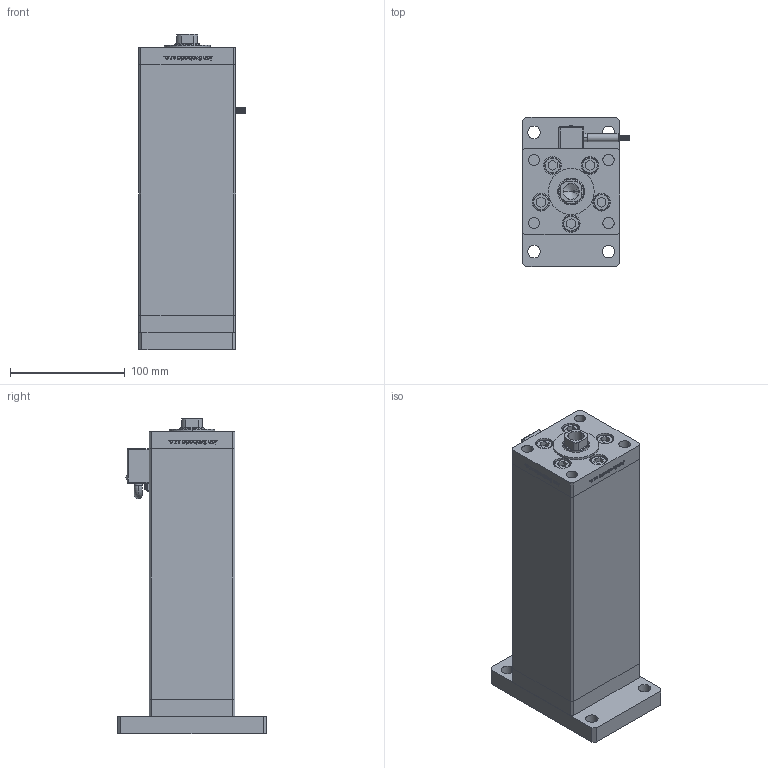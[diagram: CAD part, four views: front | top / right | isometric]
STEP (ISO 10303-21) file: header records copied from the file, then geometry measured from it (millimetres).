
FILE_DESCRIPTION (( 'STEP AP203' ), '1' );
FILE_NAME ('be86.STEP', '2022-04-14T20:37:49', ( '' ), ( '' ), 'SwSTEP 2.0', 'SolidWorks 2019', '' );
FILE_SCHEMA (( 'CONFIG_CONTROL_DESIGN' ));
Length unit declared in the file: millimetre
Products named in the file (8): ALLEN BOLT af2e7ec67afc1e88c9295980fd4c596a; V220C_F af2e7ec67afc1e88c9295980fd4c596a; V220C_G_MIDDLE af2e7ec67afc1e88c9295980fd4c596a; V220C_FRONT_G af2e7ec67afc1e88c9295980fd4c596a; V220C_VC_G af2e7ec67afc1e88c9295980fd4c596a; V220C BACK_G af2e7ec67afc1e88c9295980fd4c596a; Magnetic_Switch_MSU4 af2e7ec67afc1e88c9295980fd4c596a; be86
Assembly tree (20 placements, depth 2):
  be86
    V220C BACK_G af2e7ec67afc1e88c9295980fd4c596a
    V220C_FRONT_G af2e7ec67afc1e88c9295980fd4c596a
    V220C_G_MIDDLE af2e7ec67afc1e88c9295980fd4c596a
    Magnetic_Switch_MSU4 af2e7ec67afc1e88c9295980fd4c596a
    ALLEN BOLT af2e7ec67afc1e88c9295980fd4c596a  x14
    V220C_F af2e7ec67afc1e88c9295980fd4c596a
    V220C_VC_G af2e7ec67afc1e88c9295980fd4c596a
Bounding box: 93.3 x 130 x 275 mm (x, y, z)
Volume: 1551443.3 mm3; surface area: 239367.6 mm2
Topology: 20 solids, 21 shells, 1403 faces, 3448 edges, 2240 vertices
Faces by surface type: plane 553, bspline 484, cylinder 226, torus 64, cone 64, sphere 12
Entity records: 56304 total; most frequent: CARTESIAN_POINT 30922, ORIENTED_EDGE 5680, DIRECTION 3562, EDGE_CURVE 2840, VERTEX_POINT 1876, LINE 1466, VECTOR 1466, EDGE_LOOP 1314
